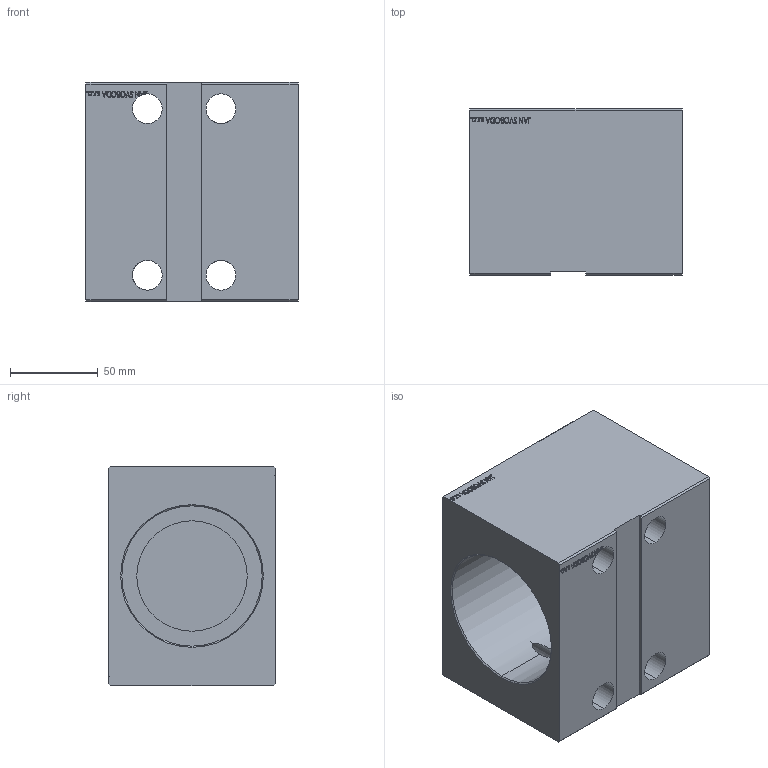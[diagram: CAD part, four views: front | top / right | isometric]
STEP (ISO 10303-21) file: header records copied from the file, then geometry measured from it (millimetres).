
FILE_DESCRIPTION (( 'STEP AP203' ), '1' );
FILE_NAME ('01a6.STEP', '2022-04-07T15:01:56', ( '' ), ( '' ), 'SwSTEP 2.0', 'SolidWorks 2019', '' );
FILE_SCHEMA (( 'CONFIG_CONTROL_DESIGN' ));
Products named in the file (1): 01a6
Bounding box: 121 x 95 x 125 mm (x, y, z)
Volume: 843625.9 mm3; surface area: 121235.9 mm2
Topology: 1 solids, 1 shells, 795 faces, 2119 edges, 1412 vertices
Faces by surface type: plane 387, bspline 380, cylinder 26, cone 2
Entity records: 42576 total; most frequent: CARTESIAN_POINT 25227, ORIENTED_EDGE 4238, DIRECTION 2239, EDGE_CURVE 2119, VERTEX_POINT 1412, LINE 1267, VECTOR 1267, EDGE_LOOP 899
